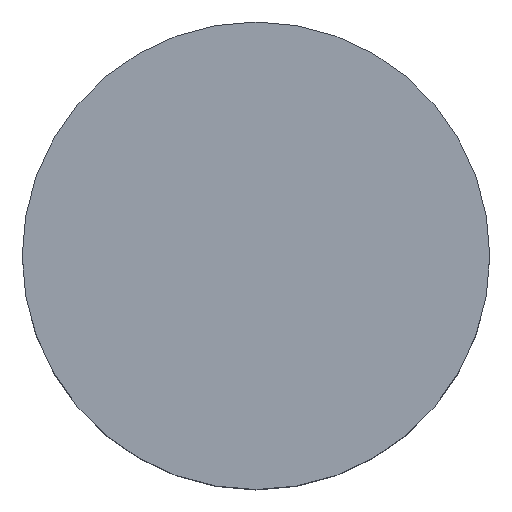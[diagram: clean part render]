
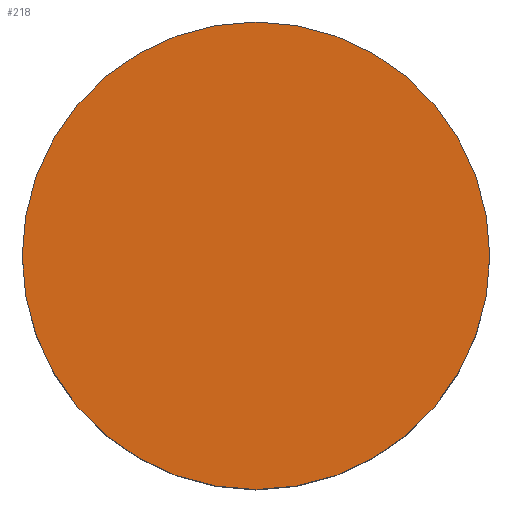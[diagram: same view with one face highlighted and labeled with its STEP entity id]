
A CAD part, top view. The second image highlights one B-rep face of the part: STEP entity #218.
In plain terms, the highlighted planar face has unit normal (0, 0, 1).
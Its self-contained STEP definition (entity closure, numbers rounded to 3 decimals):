
#22 = DIRECTION ( 'NONE',  ( 1., 0., 0. ) ) ;
#72 = FACE_OUTER_BOUND ( 'NONE', #208, .T. ) ;
#94 = PLANE ( 'NONE',  #147 ) ;
#105 = CIRCLE ( 'NONE', #335, 2. ) ;
#117 = ORIENTED_EDGE ( 'NONE', *, *, #314, .T. ) ;
#127 = CARTESIAN_POINT ( 'NONE',  ( 0., 0., 0. ) ) ;
#147 = AXIS2_PLACEMENT_3D ( 'NONE', #263, #259, #265 ) ;
#152 = DIRECTION ( 'NONE',  ( 0., 0., 1. ) ) ;
#165 = CIRCLE ( 'NONE', #273, 2. ) ;
#172 = EDGE_CURVE ( 'NONE', #292, #323, #105, .T. ) ;
#178 = CARTESIAN_POINT ( 'NONE',  ( 2., 0., 0. ) ) ;
#207 = DIRECTION ( 'NONE',  ( 1., 0., 0. ) ) ;
#208 = EDGE_LOOP ( 'NONE', ( #268, #117 ) ) ;
#214 = DIRECTION ( 'NONE',  ( 0., 0., 1. ) ) ;
#218 = ADVANCED_FACE ( 'NONE', ( #72 ), #94, .T. ) ;
#259 = DIRECTION ( 'NONE',  ( 0., 0., 1. ) ) ;
#263 = CARTESIAN_POINT ( 'NONE',  ( 0., 0., 0. ) ) ;
#265 = DIRECTION ( 'NONE',  ( 1., 0., 0. ) ) ;
#268 = ORIENTED_EDGE ( 'NONE', *, *, #172, .T. ) ;
#273 = AXIS2_PLACEMENT_3D ( 'NONE', #344, #214, #207 ) ;
#279 = CARTESIAN_POINT ( 'NONE',  ( -2., 0., 0. ) ) ;
#292 = VERTEX_POINT ( 'NONE', #178 ) ;
#314 = EDGE_CURVE ( 'NONE', #323, #292, #165, .T. ) ;
#323 = VERTEX_POINT ( 'NONE', #279 ) ;
#335 = AXIS2_PLACEMENT_3D ( 'NONE', #127, #152, #22 ) ;
#344 = CARTESIAN_POINT ( 'NONE',  ( 0., 0., 0. ) ) ;
